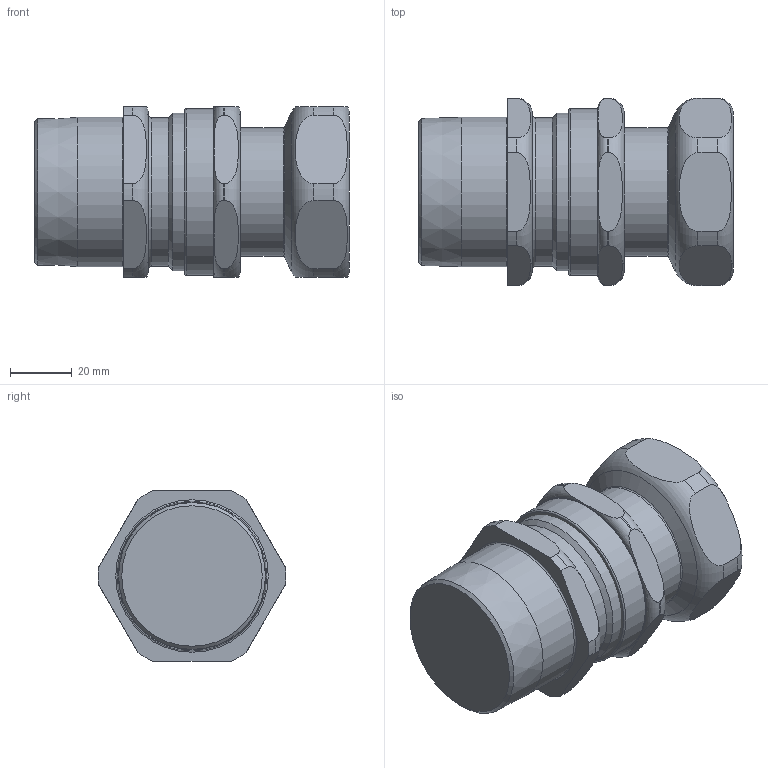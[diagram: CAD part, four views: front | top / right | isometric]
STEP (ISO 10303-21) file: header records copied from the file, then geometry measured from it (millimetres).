
FILE_DESCRIPTION(/* description */ (''),/* implementation_level */ '2;1');
FILE_NAME(/* name */ '501_414 C2_1_1_2_NPT.stp',/* time_stamp */ '2021-04-25T13:24:45+06:00',/* author */ ('vinaykumark'),/* organization */ (''),/* preprocessor_version */ 'ST-DEVELOPER v18',/* originating_system */ 'Autodesk Inventor 2020',/* authorisation */ '');
FILE_SCHEMA (('AUTOMOTIVE_DESIGN { 1 0 10303 214 3 1 1 }'));
Length unit declared in the file: inch
Products named in the file (1): 501_414 C2_1_1_2_NPT
Bounding box: 101.59 x 60.57 x 55 mm (x, y, z)
Volume: 230318.5 mm3; surface area: 41895.2 mm2
Topology: 5 solids, 5 shells, 82 faces, 229 edges, 162 vertices
Faces by surface type: plane 33, cylinder 28, torus 14, cone 7
Full cylindrical faces by diameter (mm): 32.5 x1, 39.5 x1, 41.45 x2, 42.3 x2, 47.9 x1, 48.26 x1, 50.8 x1, 53.95 x1
Entity records: 3611 total; most frequent: CARTESIAN_POINT 1259, DIRECTION 487, ORIENTED_EDGE 458, EDGE_CURVE 229, AXIS2_PLACEMENT_3D 214, VERTEX_POINT 162, CIRCLE 131, EDGE_LOOP 87
